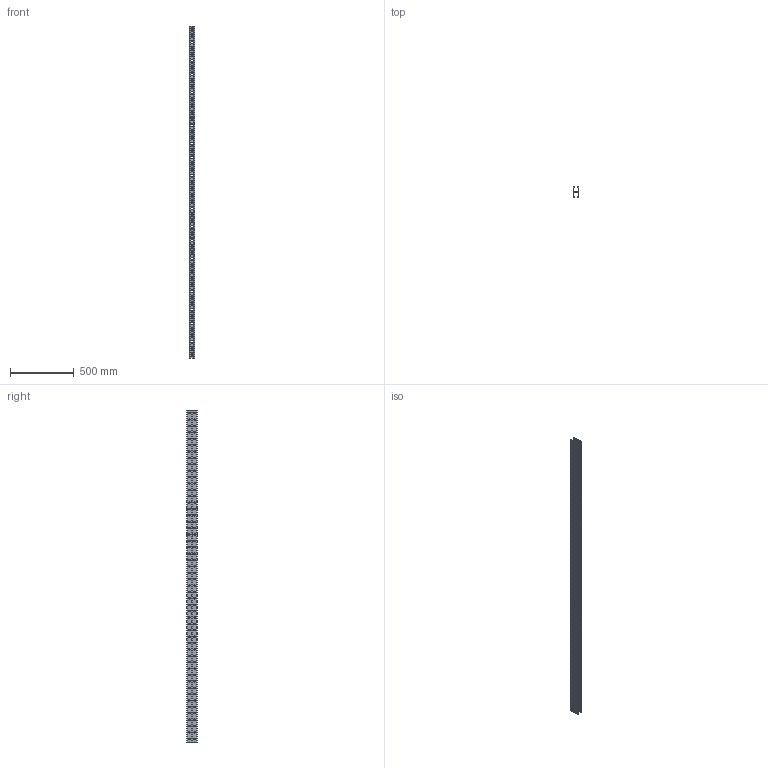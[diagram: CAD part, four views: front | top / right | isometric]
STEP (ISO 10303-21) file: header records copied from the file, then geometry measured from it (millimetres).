
FILE_DESCRIPTION (( 'STEP AP203' ), '1' );
FILE_NAME ('Äâîéíîé STRUT-ïðîôèëü_h41-L2600.step', '2022-01-25T08:25:55', ( '' ), ( '' ), 'SwSTEP 2.0', 'SolidWorks 2017', '' );
FILE_SCHEMA (( 'CONFIG_CONTROL_DESIGN' ));
Products named in the file (2): Äâîéíîé STRUT-ïðîôèëü_h41-L2600; STRUT-镳铘桦黖h41-2600
Assembly tree (2 placements, depth 2):
  Äâîéíîé STRUT-ïðîôèëü_h41-L2600
    STRUT-镳铘桦黖h41-2600  x2
Bounding box: 41 x 82 x 2600 mm (x, y, z)
Volume: 1594646.7 mm3; surface area: 1366951.2 mm2
Topology: 2 solids, 2 shells, 4544 faces, 13572 edges, 9032 vertices
Faces by surface type: plane 3908, cylinder 636
Entity records: 76206 total; most frequent: CARTESIAN_POINT 13579, ORIENTED_EDGE 13572, DIRECTION 11976, EDGE_CURVE 6786, VECTOR 6150, LINE 6150, VERTEX_POINT 4516, AXIS2_PLACEMENT_3D 2913
